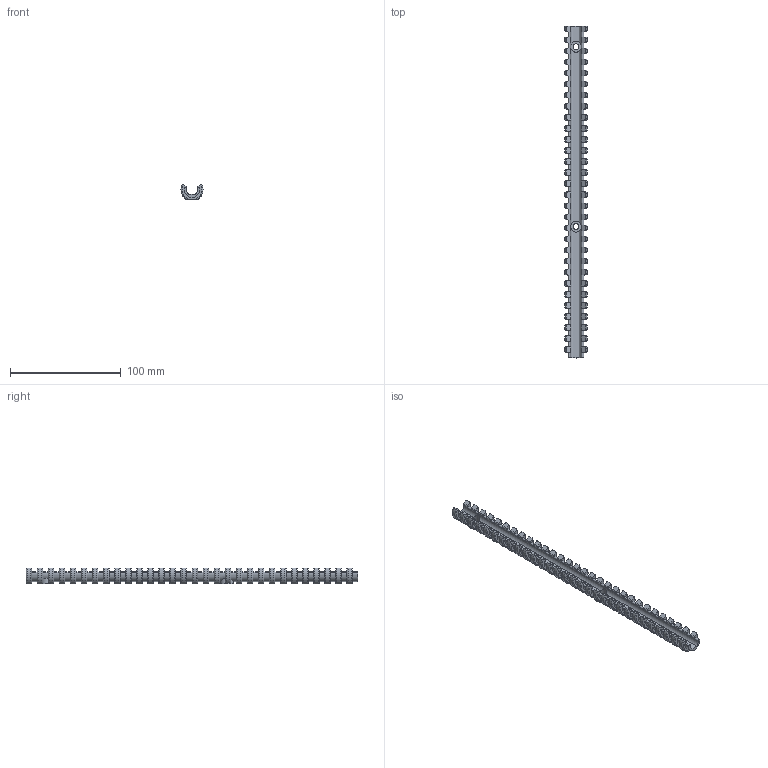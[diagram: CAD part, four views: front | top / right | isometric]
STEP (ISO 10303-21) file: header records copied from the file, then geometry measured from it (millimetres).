
FILE_DESCRIPTION(/* description */ (''),/* implementation_level */ '2;1');
FILE_NAME(/* name */ 'back_spine_500.step',/* time_stamp */ '2021-10-06T15:04:17+01:00',/* author */ (''),/* organization */ (''),/* preprocessor_version */ 'ST-DEVELOPER v18.1',/* originating_system */ 'Autodesk Translation Framework v10.10.0.1391',/* authorisation */ '');
FILE_SCHEMA (('AUTOMOTIVE_DESIGN { 1 0 10303 214 3 1 1 }'));
Length unit declared in the file: millimetre
Products named in the file (1): (Unsaved)
Bounding box: 20 x 300 x 14 mm (x, y, z)
Volume: 29611.1 mm3; surface area: 23587.1 mm2
Topology: 1 solids, 1 shells, 617 faces, 1735 edges, 1120 vertices
Faces by surface type: plane 277, cylinder 220, torus 120
Full cylindrical faces by diameter (mm): 5.3 x2, 10 x2, 12 x1
Entity records: 21090 total; most frequent: CARTESIAN_POINT 4633, DIRECTION 3655, ORIENTED_EDGE 3470, EDGE_CURVE 1735, AXIS2_PLACEMENT_3D 1433, VERTEX_POINT 1120, CIRCLE 805, LINE 789
